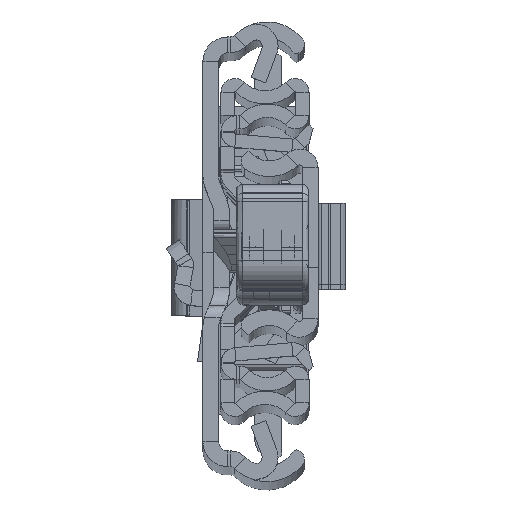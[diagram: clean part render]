
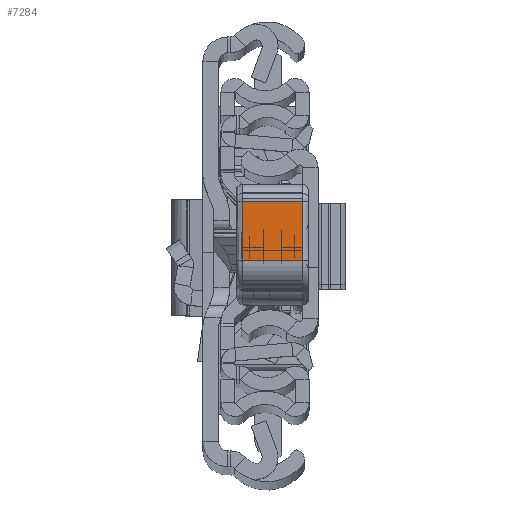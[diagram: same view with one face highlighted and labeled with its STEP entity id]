
A CAD part, top view. The second image highlights one B-rep face of the part: STEP entity #7284.
In plain terms, the highlighted face is planar.
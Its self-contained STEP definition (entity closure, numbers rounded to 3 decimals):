
#509 = CARTESIAN_POINT ( 'NONE',  ( 39.55, -12.274, -10. ) ) ;
#991 = ORIENTED_EDGE ( 'NONE', *, *, #11822, .F. ) ;
#2855 = VERTEX_POINT ( 'NONE', #25220 ) ;
#3597 = EDGE_CURVE ( 'NONE', #15484, #17131, #25677, .T. ) ;
#3663 = EDGE_LOOP ( 'NONE', ( #21316, #991, #34067, #4456 ) ) ;
#4456 = ORIENTED_EDGE ( 'NONE', *, *, #17915, .F. ) ;
#6039 = CARTESIAN_POINT ( 'NONE',  ( 39.55, -12.274, -11. ) ) ;
#6107 = CARTESIAN_POINT ( 'NONE',  ( 39.55, -12.274, -11. ) ) ;
#6746 = CARTESIAN_POINT ( 'NONE',  ( 39.55, -12.274, 0. ) ) ;
#7284 = ADVANCED_FACE ( 'NONE', ( #29858 ), #17972, .F. ) ;
#11273 = CARTESIAN_POINT ( 'NONE',  ( 39.818, -2.465, -11. ) ) ;
#11822 = EDGE_CURVE ( 'NONE', #17131, #24279, #35723, .T. ) ;
#11913 = LINE ( 'NONE', #6107, #31989 ) ;
#12889 = CARTESIAN_POINT ( 'NONE',  ( 39.55, -12.274, -10. ) ) ;
#13481 = VECTOR ( 'NONE', #33015, 1000. ) ;
#15484 = VERTEX_POINT ( 'NONE', #37398 ) ;
#17131 = VERTEX_POINT ( 'NONE', #28146 ) ;
#17915 = EDGE_CURVE ( 'NONE', #2855, #15484, #33995, .T. ) ;
#17972 = PLANE ( 'NONE',  #32027 ) ;
#20965 = EDGE_CURVE ( 'NONE', #24279, #2855, #11913, .T. ) ;
#21316 = ORIENTED_EDGE ( 'NONE', *, *, #20965, .F. ) ;
#24279 = VERTEX_POINT ( 'NONE', #12889 ) ;
#25220 = CARTESIAN_POINT ( 'NONE',  ( 39.55, -12.274, 0. ) ) ;
#25363 = DIRECTION ( 'NONE',  ( 0.027, 1., 0. ) ) ;
#25677 = LINE ( 'NONE', #11273, #31046 ) ;
#26238 = DIRECTION ( 'NONE',  ( -1., 0.027, 0. ) ) ;
#27002 = DIRECTION ( 'NONE',  ( -0.027, -1., 0. ) ) ;
#28146 = CARTESIAN_POINT ( 'NONE',  ( 39.818, -2.465, -10. ) ) ;
#29549 = DIRECTION ( 'NONE',  ( 0., 0., 1. ) ) ;
#29858 = FACE_OUTER_BOUND ( 'NONE', #3663, .T. ) ;
#31046 = VECTOR ( 'NONE', #34886, 1000. ) ;
#31989 = VECTOR ( 'NONE', #29549, 1000. ) ;
#32027 = AXIS2_PLACEMENT_3D ( 'NONE', #6039, #26238, #27002 ) ;
#33015 = DIRECTION ( 'NONE',  ( -0.027, -1., 0. ) ) ;
#33995 = LINE ( 'NONE', #6746, #37281 ) ;
#34067 = ORIENTED_EDGE ( 'NONE', *, *, #3597, .F. ) ;
#34886 = DIRECTION ( 'NONE',  ( 0., 0., -1. ) ) ;
#35723 = LINE ( 'NONE', #509, #13481 ) ;
#37281 = VECTOR ( 'NONE', #25363, 1000. ) ;
#37398 = CARTESIAN_POINT ( 'NONE',  ( 39.818, -2.465, 0. ) ) ;
